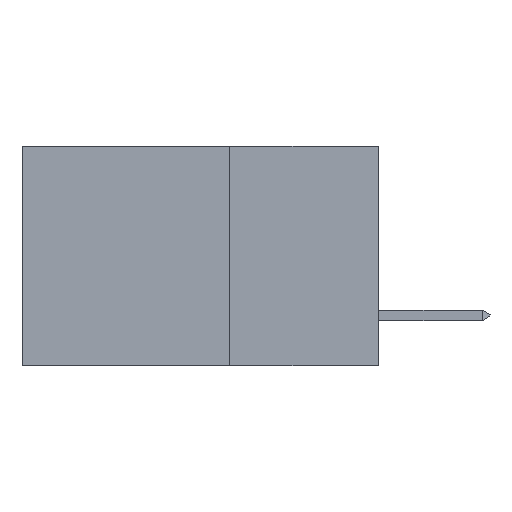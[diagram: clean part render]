
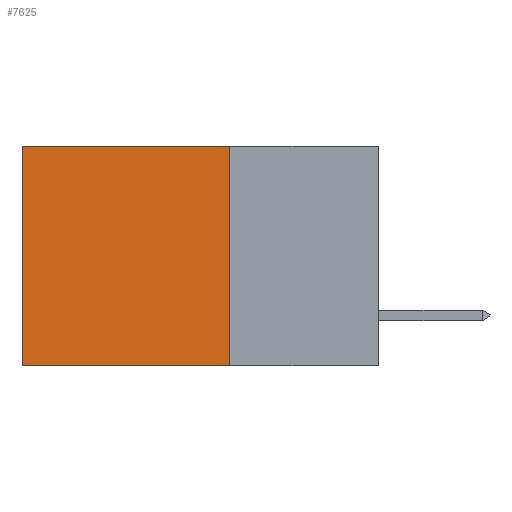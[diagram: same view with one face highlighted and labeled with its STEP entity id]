
A CAD part, left-side view. The second image highlights one B-rep face of the part: STEP entity #7625.
In plain terms, the highlighted planar face has unit normal (-1, 0, 0).
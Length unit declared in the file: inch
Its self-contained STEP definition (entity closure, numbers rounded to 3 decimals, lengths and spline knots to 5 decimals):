
#689 = DIRECTION ( 'NONE',  ( 0., 0., -1. ) ) ;
#954 = VERTEX_POINT ( 'NONE', #9038 ) ;
#2131 = ORIENTED_EDGE ( 'NONE', *, *, #2134, .T. ) ;
#2134 = EDGE_CURVE ( 'NONE', #954, #12040, #5550, .T. ) ;
#3164 = LINE ( 'NONE', #15660, #16145 ) ;
#3241 = DIRECTION ( 'NONE',  ( 1., 0., 0. ) ) ;
#3266 = LINE ( 'NONE', #14118, #4791 ) ;
#3576 = CARTESIAN_POINT ( 'NONE',  ( 0.2615, 0.6, -0.37 ) ) ;
#3689 = ORIENTED_EDGE ( 'NONE', *, *, #4826, .F. ) ;
#3767 = VERTEX_POINT ( 'NONE', #3576 ) ;
#4141 = ORIENTED_EDGE ( 'NONE', *, *, #12620, .F. ) ;
#4223 = DIRECTION ( 'NONE',  ( 0., 1., 0. ) ) ;
#4497 = VECTOR ( 'NONE', #12527, 39.37008 ) ;
#4791 = VECTOR ( 'NONE', #15350, 39.37008 ) ;
#4826 = EDGE_CURVE ( 'NONE', #954, #9735, #7722, .T. ) ;
#5065 = EDGE_LOOP ( 'NONE', ( #14577, #4141, #3689, #2131 ) ) ;
#5550 = LINE ( 'NONE', #10419, #7027 ) ;
#5635 = FACE_OUTER_BOUND ( 'NONE', #5065, .T. ) ;
#5834 = CARTESIAN_POINT ( 'NONE',  ( 0.2615, 0.25, -0.37 ) ) ;
#7027 = VECTOR ( 'NONE', #4223, 39.37008 ) ;
#7625 = ADVANCED_FACE ( 'NONE', ( #5635 ), #15819, .F. ) ;
#7722 = LINE ( 'NONE', #15069, #4497 ) ;
#8323 = CARTESIAN_POINT ( 'NONE',  ( 0.2615, 0.25, -0.37 ) ) ;
#9038 = CARTESIAN_POINT ( 'NONE',  ( 0.2615, 0.25, 0. ) ) ;
#9735 = VERTEX_POINT ( 'NONE', #5834 ) ;
#10419 = CARTESIAN_POINT ( 'NONE',  ( 0.2615, 0.25, 0. ) ) ;
#11789 = EDGE_CURVE ( 'NONE', #12040, #3767, #3164, .T. ) ;
#11826 = AXIS2_PLACEMENT_3D ( 'NONE', #8323, #3241, #13275 ) ;
#12040 = VERTEX_POINT ( 'NONE', #14064 ) ;
#12527 = DIRECTION ( 'NONE',  ( 0., 0., -1. ) ) ;
#12620 = EDGE_CURVE ( 'NONE', #9735, #3767, #3266, .T. ) ;
#13275 = DIRECTION ( 'NONE',  ( 0., 0., -1. ) ) ;
#14064 = CARTESIAN_POINT ( 'NONE',  ( 0.2615, 0.6, 0. ) ) ;
#14118 = CARTESIAN_POINT ( 'NONE',  ( 0.2615, 0.25, -0.37 ) ) ;
#14577 = ORIENTED_EDGE ( 'NONE', *, *, #11789, .T. ) ;
#15069 = CARTESIAN_POINT ( 'NONE',  ( 0.2615, 0.25, -0.37 ) ) ;
#15350 = DIRECTION ( 'NONE',  ( 0., 1., 0. ) ) ;
#15660 = CARTESIAN_POINT ( 'NONE',  ( 0.2615, 0.6, -0.37 ) ) ;
#15819 = PLANE ( 'NONE',  #11826 ) ;
#16145 = VECTOR ( 'NONE', #689, 39.37008 ) ;
